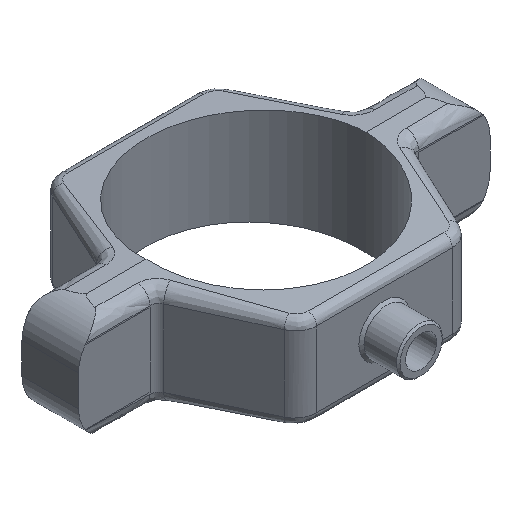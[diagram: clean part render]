
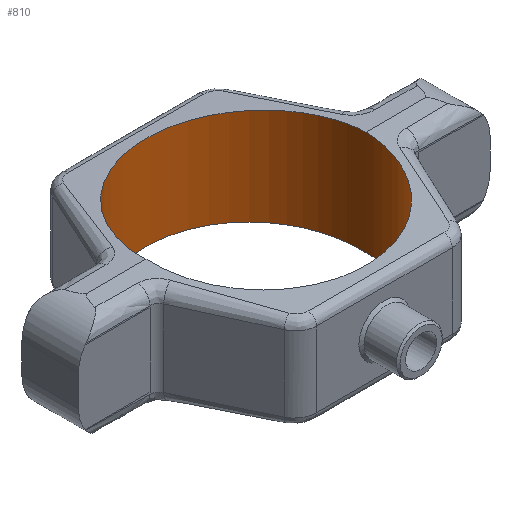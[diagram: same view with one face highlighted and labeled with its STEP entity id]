
A CAD part, isometric view. The second image highlights one B-rep face of the part: STEP entity #810.
In plain terms, the highlighted cylindrical face has radius 38.036 mm (diameter 76.073 mm), a full revolution.
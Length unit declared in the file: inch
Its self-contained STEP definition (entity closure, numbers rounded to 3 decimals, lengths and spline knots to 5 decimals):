
#20 = CARTESIAN_POINT ( 'NONE',  ( -1.4975, 0., -0.712 ) ) ;
#63 = CARTESIAN_POINT ( 'NONE',  ( 1.4975, 0., 0.712 ) ) ;
#189 = EDGE_CURVE ( 'NONE', #791, #370, #2823, .T. ) ;
#236 = EDGE_CURVE ( 'NONE', #791, #370, #2408, .T. ) ;
#262 = EDGE_CURVE ( 'NONE', #2691, #2012, #3090, .T. ) ;
#303 = EDGE_CURVE ( 'NONE', #2691, #2012, #2299, .T. ) ;
#370 = VERTEX_POINT ( 'NONE', #63 ) ;
#449 = AXIS2_PLACEMENT_3D ( 'NONE', #2290, #2549, #1158 ) ;
#515 = CARTESIAN_POINT ( 'NONE',  ( 1.4975, 2.995, 0.5629 ) ) ;
#594 = CARTESIAN_POINT ( 'NONE',  ( 1.4975, 2.995, -0.5629 ) ) ;
#791 = VERTEX_POINT ( 'NONE', #912 ) ;
#808 = CYLINDRICAL_SURFACE ( 'NONE', #449, 1.4975 ) ;
#810 = ADVANCED_FACE ( 'NONE', ( #995, #887 ), #808, .F. ) ;
#822 = CARTESIAN_POINT ( 'NONE',  ( 1.4975, -2.995, -0.5629 ) ) ;
#887 = FACE_OUTER_BOUND ( 'NONE', #2825, .T. ) ;
#912 = CARTESIAN_POINT ( 'NONE',  ( -1.4975, 0., 0.712 ) ) ;
#995 = FACE_OUTER_BOUND ( 'NONE', #1131, .T. ) ;
#1131 = EDGE_LOOP ( 'NONE', ( #1825, #2047 ) ) ;
#1158 = DIRECTION ( 'NONE',  ( -1., 0., 0. ) ) ;
#1287 = CARTESIAN_POINT ( 'NONE',  ( 1.4975, 0., -0.712 ) ) ;
#1553 = CARTESIAN_POINT ( 'NONE',  ( -1.4975, 0., -0.712 ) ) ;
#1583 = ORIENTED_EDGE ( 'NONE', *, *, #189, .T. ) ;
#1732 = CARTESIAN_POINT ( 'NONE',  ( 1.4975, -2.995, 0.5629 ) ) ;
#1825 = ORIENTED_EDGE ( 'NONE', *, *, #303, .F. ) ;
#1906 = CARTESIAN_POINT ( 'NONE',  ( 1.4975, 0., -0.712 ) ) ;
#1943 = CARTESIAN_POINT ( 'NONE',  ( -1.4975, 2.995, 0.5629 ) ) ;
#1961 = CARTESIAN_POINT ( 'NONE',  ( -1.4975, 0., 0.712 ) ) ;
#1987 = CARTESIAN_POINT ( 'NONE',  ( -1.4975, -2.995, 0.5629 ) ) ;
#2012 = VERTEX_POINT ( 'NONE', #1287 ) ;
#2047 = ORIENTED_EDGE ( 'NONE', *, *, #262, .T. ) ;
#2158 = CARTESIAN_POINT ( 'NONE',  ( -1.4975, -2.995, -0.5629 ) ) ;
#2168 = CARTESIAN_POINT ( 'NONE',  ( -1.4975, 0., -0.712 ) ) ;
#2290 = CARTESIAN_POINT ( 'NONE',  ( 0., 0., 0.625 ) ) ;
#2299 =( BOUNDED_CURVE ( )  B_SPLINE_CURVE ( 3, ( #20, #2158, #822, #2693 ),
 .UNSPECIFIED., .F., .F. ) 
 B_SPLINE_CURVE_WITH_KNOTS ( ( 4, 4 ),
 ( 1.5708, 4.71239 ),
 .UNSPECIFIED. ) 
 CURVE ( )  GEOMETRIC_REPRESENTATION_ITEM ( )  RATIONAL_B_SPLINE_CURVE ( ( 1., 0.333, 0.333, 1. ) ) 
 REPRESENTATION_ITEM ( '' )  );
#2408 =( BOUNDED_CURVE ( )  B_SPLINE_CURVE ( 3, ( #2460, #1943, #515, #3088 ),
 .UNSPECIFIED., .F., .T. ) 
 B_SPLINE_CURVE_WITH_KNOTS ( ( 4, 4 ),
 ( 4.71239, 7.85398 ),
 .UNSPECIFIED. ) 
 CURVE ( )  GEOMETRIC_REPRESENTATION_ITEM ( )  RATIONAL_B_SPLINE_CURVE ( ( 1., 0.333, 0.333, 1. ) ) 
 REPRESENTATION_ITEM ( '' )  );
#2460 = CARTESIAN_POINT ( 'NONE',  ( -1.4975, 0., 0.712 ) ) ;
#2469 = CARTESIAN_POINT ( 'NONE',  ( -1.4975, 2.995, -0.5629 ) ) ;
#2549 = DIRECTION ( 'NONE',  ( 0., 0., -1. ) ) ;
#2691 = VERTEX_POINT ( 'NONE', #1553 ) ;
#2693 = CARTESIAN_POINT ( 'NONE',  ( 1.4975, 0., -0.712 ) ) ;
#2823 =( BOUNDED_CURVE ( )  B_SPLINE_CURVE ( 3, ( #1961, #1987, #1732, #3044 ),
 .UNSPECIFIED., .F., .T. ) 
 B_SPLINE_CURVE_WITH_KNOTS ( ( 4, 4 ),
 ( 4.71239, 7.85398 ),
 .UNSPECIFIED. ) 
 CURVE ( )  GEOMETRIC_REPRESENTATION_ITEM ( )  RATIONAL_B_SPLINE_CURVE ( ( 1., 0.333, 0.333, 1. ) ) 
 REPRESENTATION_ITEM ( '' )  );
#2825 = EDGE_LOOP ( 'NONE', ( #3250, #1583 ) ) ;
#3044 = CARTESIAN_POINT ( 'NONE',  ( 1.4975, 0., 0.712 ) ) ;
#3088 = CARTESIAN_POINT ( 'NONE',  ( 1.4975, 0., 0.712 ) ) ;
#3090 =( BOUNDED_CURVE ( )  B_SPLINE_CURVE ( 3, ( #2168, #2469, #594, #1906 ),
 .UNSPECIFIED., .F., .F. ) 
 B_SPLINE_CURVE_WITH_KNOTS ( ( 4, 4 ),
 ( 1.5708, 4.71239 ),
 .UNSPECIFIED. ) 
 CURVE ( )  GEOMETRIC_REPRESENTATION_ITEM ( )  RATIONAL_B_SPLINE_CURVE ( ( 1., 0.333, 0.333, 1. ) ) 
 REPRESENTATION_ITEM ( '' )  );
#3250 = ORIENTED_EDGE ( 'NONE', *, *, #236, .F. ) ;
